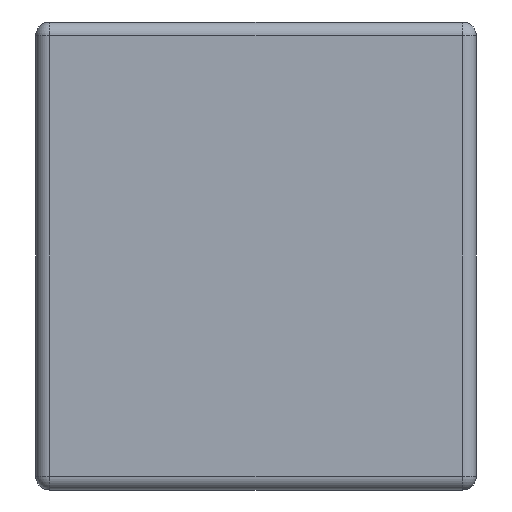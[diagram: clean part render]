
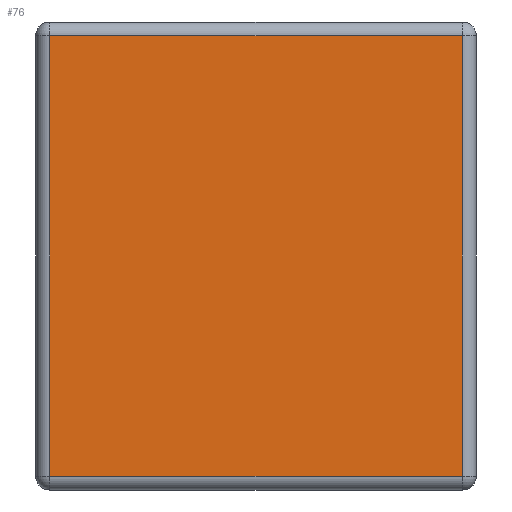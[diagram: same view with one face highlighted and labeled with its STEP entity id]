
A CAD part, left-side view. The second image highlights one B-rep face of the part: STEP entity #76.
In plain terms, the highlighted planar face has unit normal (-1, 0, 0).
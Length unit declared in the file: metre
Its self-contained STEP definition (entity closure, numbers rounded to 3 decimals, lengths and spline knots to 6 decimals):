
#76 = ADVANCED_FACE( '', ( #182 ), #183, .F. );
#182 = FACE_OUTER_BOUND( '', #319, .T. );
#183 = PLANE( '', #320 );
#319 = EDGE_LOOP( '', ( #445, #446, #447, #448 ) );
#320 = AXIS2_PLACEMENT_3D( '', #449, #450, #451 );
#445 = ORIENTED_EDGE( '', *, *, #774, .T. );
#446 = ORIENTED_EDGE( '', *, *, #775, .T. );
#447 = ORIENTED_EDGE( '', *, *, #776, .T. );
#448 = ORIENTED_EDGE( '', *, *, #777, .T. );
#449 = CARTESIAN_POINT( '', ( -0.0016, -0.0008, 0.00085 ) );
#450 = DIRECTION( '', ( 1., 0., 0. ) );
#451 = DIRECTION( '', ( 0., 0., -1. ) );
#774 = EDGE_CURVE( '', #904, #905, #906, .T. );
#775 = EDGE_CURVE( '', #905, #907, #908, .T. );
#776 = EDGE_CURVE( '', #907, #909, #910, .F. );
#777 = EDGE_CURVE( '', #909, #904, #911, .F. );
#904 = VERTEX_POINT( '', #1084 );
#905 = VERTEX_POINT( '', #1085 );
#906 = LINE( '', #1086, #1087 );
#907 = VERTEX_POINT( '', #1088 );
#908 = LINE( '', #1089, #1090 );
#909 = VERTEX_POINT( '', #1091 );
#910 = LINE( '', #1092, #1093 );
#911 = LINE( '', #1094, #1095 );
#1084 = CARTESIAN_POINT( '', ( -0.0016, -0.00075, 0.00165 ) );
#1085 = CARTESIAN_POINT( '', ( -0.0016, 0.00075, 0.00165 ) );
#1086 = CARTESIAN_POINT( '', ( -0.0016, -0.0008, 0.00165 ) );
#1087 = VECTOR( '', #1312, 1. );
#1088 = CARTESIAN_POINT( '', ( -0.0016, 0.00075, 0.00005 ) );
#1089 = CARTESIAN_POINT( '', ( -0.0016, 0.00075, 0.00085 ) );
#1090 = VECTOR( '', #1313, 1. );
#1091 = CARTESIAN_POINT( '', ( -0.0016, -0.00075, 0.00005 ) );
#1092 = CARTESIAN_POINT( '', ( -0.0016, -0.0008, 0.00005 ) );
#1093 = VECTOR( '', #1314, 1. );
#1094 = CARTESIAN_POINT( '', ( -0.0016, -0.00075, 0.0017 ) );
#1095 = VECTOR( '', #1315, 1. );
#1312 = DIRECTION( '', ( 0., 1., 0. ) );
#1313 = DIRECTION( '', ( 0., 0., -1. ) );
#1314 = DIRECTION( '', ( 0., 1., 0. ) );
#1315 = DIRECTION( '', ( 0., 0., -1. ) );
